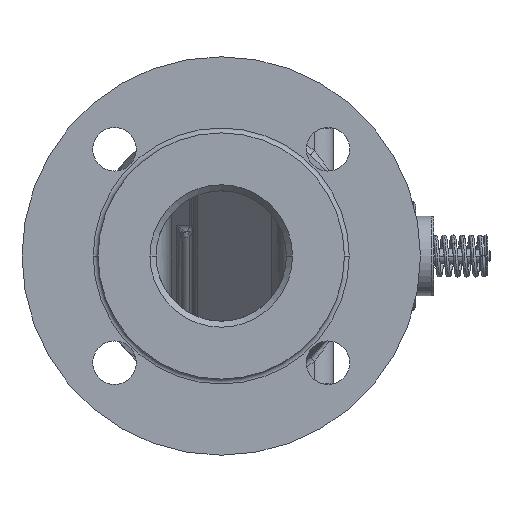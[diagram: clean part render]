
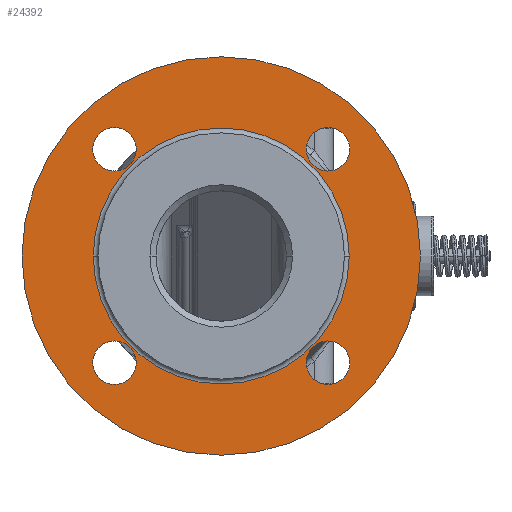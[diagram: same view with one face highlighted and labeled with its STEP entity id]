
A CAD part, left-side view. The second image highlights one B-rep face of the part: STEP entity #24392.
In plain terms, the highlighted planar face has unit normal (-1, 0, 0).
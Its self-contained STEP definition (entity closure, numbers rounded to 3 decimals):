
#2008=CARTESIAN_POINT('',(-115.,0.,0.));
#2009=DIRECTION('',(1.,0.,0.));
#2010=DIRECTION('',(0.,-1.,0.));
#2011=AXIS2_PLACEMENT_3D('',#2008,#2009,#2010);
#2013=CARTESIAN_POINT('',(-115.,0.,0.));
#2014=DIRECTION('',(-1.,0.,0.));
#2015=DIRECTION('',(0.,-1.,0.));
#2016=AXIS2_PLACEMENT_3D('',#2013,#2014,#2015);
#2018=CARTESIAN_POINT('',(-115.,0.,0.));
#2019=DIRECTION('',(1.,0.,0.));
#2020=DIRECTION('',(0.,-1.,0.));
#2021=AXIS2_PLACEMENT_3D('',#2018,#2019,#2020);
#2023=CARTESIAN_POINT('',(-115.,0.,0.));
#2024=DIRECTION('',(-1.,0.,0.));
#2025=DIRECTION('',(0.,-1.,0.));
#2026=AXIS2_PLACEMENT_3D('',#2023,#2024,#2025);
#2028=CARTESIAN_POINT('',(-115.,-44.194,44.194));
#2029=DIRECTION('',(-1.,0.,0.));
#2030=DIRECTION('',(0.,-1.,0.));
#2031=AXIS2_PLACEMENT_3D('',#2028,#2029,#2030);
#2033=CARTESIAN_POINT('',(-115.,-44.194,44.194));
#2034=DIRECTION('',(-1.,0.,0.));
#2035=DIRECTION('',(0.,1.,0.));
#2036=AXIS2_PLACEMENT_3D('',#2033,#2034,#2035);
#2038=CARTESIAN_POINT('',(-115.,44.194,44.194));
#2039=DIRECTION('',(-1.,0.,0.));
#2040=DIRECTION('',(0.,-1.,0.));
#2041=AXIS2_PLACEMENT_3D('',#2038,#2039,#2040);
#2043=CARTESIAN_POINT('',(-115.,44.194,44.194));
#2044=DIRECTION('',(-1.,0.,0.));
#2045=DIRECTION('',(0.,1.,0.));
#2046=AXIS2_PLACEMENT_3D('',#2043,#2044,#2045);
#2048=CARTESIAN_POINT('',(-115.,44.194,-44.194));
#2049=DIRECTION('',(-1.,0.,0.));
#2050=DIRECTION('',(0.,-1.,0.));
#2051=AXIS2_PLACEMENT_3D('',#2048,#2049,#2050);
#2053=CARTESIAN_POINT('',(-115.,44.194,-44.194));
#2054=DIRECTION('',(-1.,0.,0.));
#2055=DIRECTION('',(0.,1.,0.));
#2056=AXIS2_PLACEMENT_3D('',#2053,#2054,#2055);
#2058=CARTESIAN_POINT('',(-115.,-44.194,-44.194));
#2059=DIRECTION('',(-1.,0.,0.));
#2060=DIRECTION('',(0.,-1.,0.));
#2061=AXIS2_PLACEMENT_3D('',#2058,#2059,#2060);
#2063=CARTESIAN_POINT('',(-115.,-44.194,-44.194));
#2064=DIRECTION('',(-1.,0.,0.));
#2065=DIRECTION('',(0.,1.,0.));
#2066=AXIS2_PLACEMENT_3D('',#2063,#2064,#2065);
#21757=CARTESIAN_POINT('',(-115.,-53.,0.));
#21758=VERTEX_POINT('',#21757);
#21759=CARTESIAN_POINT('',(-115.,-82.5,0.));
#21761=VERTEX_POINT('',#21759);
#21801=CARTESIAN_POINT('',(-115.,53.,0.));
#21802=VERTEX_POINT('',#21801);
#21803=CARTESIAN_POINT('',(-115.,82.5,0.));
#21805=VERTEX_POINT('',#21803);
#21837=CARTESIAN_POINT('',(-115.,-53.194,44.194));
#21838=CARTESIAN_POINT('',(-115.,-35.194,44.194));
#21839=VERTEX_POINT('',#21837);
#21840=VERTEX_POINT('',#21838);
#21841=CARTESIAN_POINT('',(-115.,35.194,44.194));
#21842=CARTESIAN_POINT('',(-115.,53.194,44.194));
#21843=VERTEX_POINT('',#21841);
#21844=VERTEX_POINT('',#21842);
#21845=CARTESIAN_POINT('',(-115.,35.194,-44.194));
#21846=CARTESIAN_POINT('',(-115.,53.194,-44.194));
#21847=VERTEX_POINT('',#21845);
#21848=VERTEX_POINT('',#21846);
#21849=CARTESIAN_POINT('',(-115.,-53.194,-44.194));
#21850=CARTESIAN_POINT('',(-115.,-35.194,-44.194));
#21851=VERTEX_POINT('',#21849);
#21852=VERTEX_POINT('',#21850);
#24353=CARTESIAN_POINT('',(-115.,0.,0.));
#24354=DIRECTION('',(-1.,0.,0.));
#24355=DIRECTION('',(0.,1.,0.));
#24356=AXIS2_PLACEMENT_3D('',#24353,#24354,#24355);
#24357=PLANE('',#24356);
#24358=ORIENTED_EDGE('',*,*,#24346,.F.);
#24359=ORIENTED_EDGE('',*,*,#24335,.T.);
#24360=EDGE_LOOP('',(#24358,#24359));
#24361=FACE_OUTER_BOUND('',#24360,.F.);
#24363=ORIENTED_EDGE('',*,*,#24362,.F.);
#24365=ORIENTED_EDGE('',*,*,#24364,.T.);
#24366=EDGE_LOOP('',(#24363,#24365));
#24367=FACE_BOUND('',#24366,.F.);
#24369=ORIENTED_EDGE('',*,*,#24368,.T.);
#24371=ORIENTED_EDGE('',*,*,#24370,.T.);
#24372=EDGE_LOOP('',(#24369,#24371));
#24373=FACE_BOUND('',#24372,.F.);
#24375=ORIENTED_EDGE('',*,*,#24374,.T.);
#24377=ORIENTED_EDGE('',*,*,#24376,.T.);
#24378=EDGE_LOOP('',(#24375,#24377));
#24379=FACE_BOUND('',#24378,.F.);
#24381=ORIENTED_EDGE('',*,*,#24380,.T.);
#24383=ORIENTED_EDGE('',*,*,#24382,.T.);
#24384=EDGE_LOOP('',(#24381,#24383));
#24385=FACE_BOUND('',#24384,.F.);
#24387=ORIENTED_EDGE('',*,*,#24386,.T.);
#24389=ORIENTED_EDGE('',*,*,#24388,.T.);
#24390=EDGE_LOOP('',(#24387,#24389));
#24391=FACE_BOUND('',#24390,.F.);
#24392=ADVANCED_FACE('',(#24361,#24367,#24373,#24379,#24385,#24391),#24357,.T.);
#2012=CIRCLE('',#2011,82.5);
#2017=CIRCLE('',#2016,82.5);
#2022=CIRCLE('',#2021,53.);
#2027=CIRCLE('',#2026,53.);
#2032=CIRCLE('',#2031,9.);
#2037=CIRCLE('',#2036,9.);
#2042=CIRCLE('',#2041,9.);
#2047=CIRCLE('',#2046,9.);
#2052=CIRCLE('',#2051,9.);
#2057=CIRCLE('',#2056,9.);
#2062=CIRCLE('',#2061,9.);
#2067=CIRCLE('',#2066,9.);
#24335=EDGE_CURVE('',#21761,#21805,#2012,.T.);
#24346=EDGE_CURVE('',#21761,#21805,#2017,.T.);
#24362=EDGE_CURVE('',#21758,#21802,#2022,.T.);
#24364=EDGE_CURVE('',#21758,#21802,#2027,.T.);
#24368=EDGE_CURVE('',#21839,#21840,#2032,.T.);
#24370=EDGE_CURVE('',#21840,#21839,#2037,.T.);
#24374=EDGE_CURVE('',#21843,#21844,#2042,.T.);
#24376=EDGE_CURVE('',#21844,#21843,#2047,.T.);
#24380=EDGE_CURVE('',#21847,#21848,#2052,.T.);
#24382=EDGE_CURVE('',#21848,#21847,#2057,.T.);
#24386=EDGE_CURVE('',#21851,#21852,#2062,.T.);
#24388=EDGE_CURVE('',#21852,#21851,#2067,.T.);
